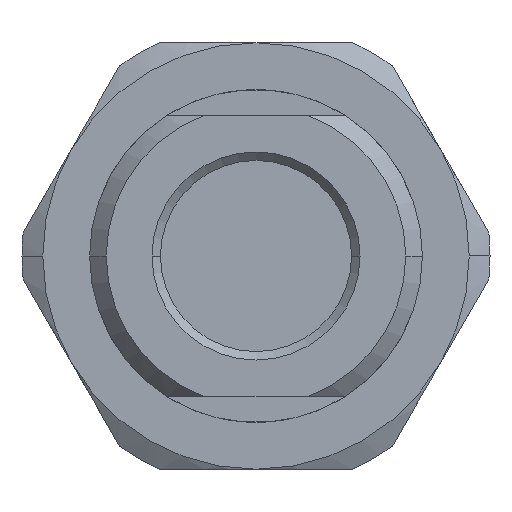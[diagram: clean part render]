
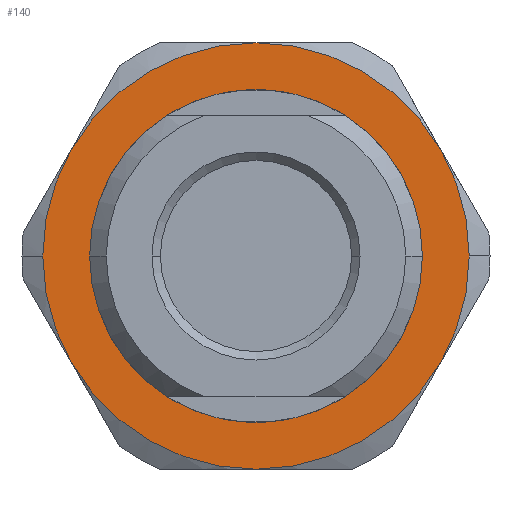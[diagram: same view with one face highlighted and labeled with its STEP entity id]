
A CAD part, front view. The second image highlights one B-rep face of the part: STEP entity #140.
In plain terms, the highlighted planar face has unit normal (0, -1, 0).
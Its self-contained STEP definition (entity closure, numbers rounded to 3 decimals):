
#140=ADVANCED_FACE('',(#318,#319),#320,.T.);
#318=FACE_OUTER_BOUND('',#577,.T.);
#319=FACE_BOUND('',#578,.T.);
#320=PLANE('',#579);
#577=EDGE_LOOP('',(#1098,#1099,#1100,#1101,#1102,#1103,#1104,#1105));
#578=EDGE_LOOP('',(#1106,#1107));
#579=AXIS2_PLACEMENT_3D('',#1108,#1109,#1110);
#1098=ORIENTED_EDGE('',*,*,#1814,.F.);
#1099=ORIENTED_EDGE('',*,*,#1815,.F.);
#1100=ORIENTED_EDGE('',*,*,#1816,.F.);
#1101=ORIENTED_EDGE('',*,*,#1817,.F.);
#1102=ORIENTED_EDGE('',*,*,#1719,.F.);
#1103=ORIENTED_EDGE('',*,*,#1818,.F.);
#1104=ORIENTED_EDGE('',*,*,#1819,.F.);
#1105=ORIENTED_EDGE('',*,*,#1713,.F.);
#1106=ORIENTED_EDGE('',*,*,#1703,.F.);
#1107=ORIENTED_EDGE('',*,*,#1820,.F.);
#1108=CARTESIAN_POINT('',(10.25,16.0,0.));
#1109=DIRECTION('',(0.,-1.0,0.));
#1110=DIRECTION('',(-1.0,0.,0.0));
#1703=EDGE_CURVE('',#1999,#1992,#2001,.T.);
#1713=EDGE_CURVE('',#2018,#2021,#2022,.T.);
#1719=EDGE_CURVE('',#2031,#2027,#2033,.T.);
#1814=EDGE_CURVE('',#2179,#2018,#2180,.T.);
#1815=EDGE_CURVE('',#2181,#2179,#2182,.T.);
#1816=EDGE_CURVE('',#2183,#2181,#2184,.T.);
#1817=EDGE_CURVE('',#2027,#2183,#2185,.T.);
#1818=EDGE_CURVE('',#2186,#2031,#2187,.T.);
#1819=EDGE_CURVE('',#2021,#2186,#2188,.T.);
#1820=EDGE_CURVE('',#1992,#1999,#2189,.T.);
#1992=VERTEX_POINT('',#2466);
#1999=VERTEX_POINT('',#2476);
#2001=CIRCLE('',#2479,16.0);
#2018=VERTEX_POINT('',#2520);
#2021=VERTEX_POINT('',#2524);
#2022=CIRCLE('',#2525,20.5);
#2027=VERTEX_POINT('',#2541);
#2031=VERTEX_POINT('',#2546);
#2033=CIRCLE('',#2559,20.5);
#2179=VERTEX_POINT('',#2997);
#2180=CIRCLE('',#2998,20.5);
#2181=VERTEX_POINT('',#2999);
#2182=CIRCLE('',#3000,20.5);
#2183=VERTEX_POINT('',#3001);
#2184=CIRCLE('',#3002,20.5);
#2185=CIRCLE('',#3003,20.5);
#2186=VERTEX_POINT('',#3004);
#2187=CIRCLE('',#3005,20.5);
#2188=CIRCLE('',#3006,20.5);
#2189=CIRCLE('',#3007,16.0);
#2466=CARTESIAN_POINT('',(16.0,16.0,0.));
#2476=CARTESIAN_POINT('',(-16.0,16.0,0.0));
#2479=AXIS2_PLACEMENT_3D('',#3819,#3820,#3821);
#2520=CARTESIAN_POINT('',(20.5,16.0,0.));
#2524=CARTESIAN_POINT('',(17.754,16.0,-10.25));
#2525=AXIS2_PLACEMENT_3D('',#3837,#3838,#3839);
#2541=CARTESIAN_POINT('',(-20.5,16.0,0.));
#2546=CARTESIAN_POINT('',(-17.754,16.0,-10.25));
#2559=AXIS2_PLACEMENT_3D('',#3847,#3848,#3849);
#2997=CARTESIAN_POINT('',(17.754,16.0,10.25));
#2998=AXIS2_PLACEMENT_3D('',#4004,#4005,#4006);
#2999=CARTESIAN_POINT('',(0.,16.0,20.5));
#3000=AXIS2_PLACEMENT_3D('',#4007,#4008,#4009);
#3001=CARTESIAN_POINT('',(-17.754,16.0,10.25));
#3002=AXIS2_PLACEMENT_3D('',#4010,#4011,#4012);
#3003=AXIS2_PLACEMENT_3D('',#4013,#4014,#4015);
#3004=CARTESIAN_POINT('',(0.,16.0,-20.5));
#3005=AXIS2_PLACEMENT_3D('',#4016,#4017,#4018);
#3006=AXIS2_PLACEMENT_3D('',#4019,#4020,#4021);
#3007=AXIS2_PLACEMENT_3D('',#4022,#4023,#4024);
#3819=CARTESIAN_POINT('',(0.,16.0,0.));
#3820=DIRECTION('',(0.,-1.0,0.));
#3821=DIRECTION('',(1.0,0.,0.));
#3837=CARTESIAN_POINT('',(0.,16.0,0.));
#3838=DIRECTION('',(0.,1.0,0.));
#3839=DIRECTION('',(1.0,0.,0.0));
#3847=CARTESIAN_POINT('',(0.,16.0,0.));
#3848=DIRECTION('',(0.,1.0,0.));
#3849=DIRECTION('',(1.0,0.,0.0));
#4004=CARTESIAN_POINT('',(0.,16.0,0.));
#4005=DIRECTION('',(0.,1.0,0.));
#4006=DIRECTION('',(1.0,0.,0.0));
#4007=CARTESIAN_POINT('',(0.,16.0,0.));
#4008=DIRECTION('',(0.,1.0,0.));
#4009=DIRECTION('',(1.0,0.,0.0));
#4010=CARTESIAN_POINT('',(0.,16.0,0.));
#4011=DIRECTION('',(0.,1.0,0.));
#4012=DIRECTION('',(1.0,0.,0.0));
#4013=CARTESIAN_POINT('',(0.,16.0,0.));
#4014=DIRECTION('',(0.,1.0,0.));
#4015=DIRECTION('',(1.0,0.,0.0));
#4016=CARTESIAN_POINT('',(0.,16.0,0.));
#4017=DIRECTION('',(0.,1.0,0.));
#4018=DIRECTION('',(1.0,0.,0.0));
#4019=CARTESIAN_POINT('',(0.,16.0,0.));
#4020=DIRECTION('',(0.,1.0,0.));
#4021=DIRECTION('',(1.0,0.,0.0));
#4022=CARTESIAN_POINT('',(0.,16.0,0.));
#4023=DIRECTION('',(0.,-1.0,0.));
#4024=DIRECTION('',(1.0,0.,0.));
